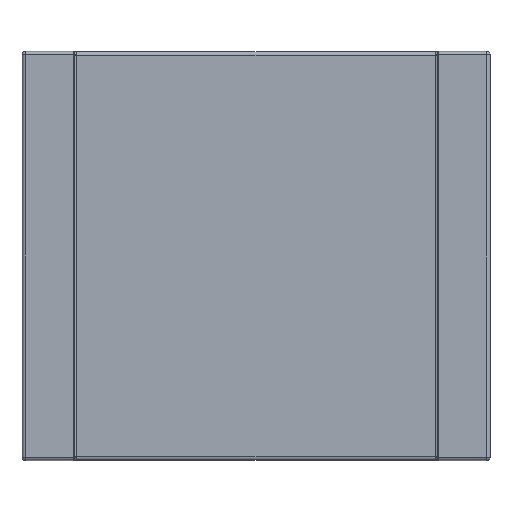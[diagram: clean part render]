
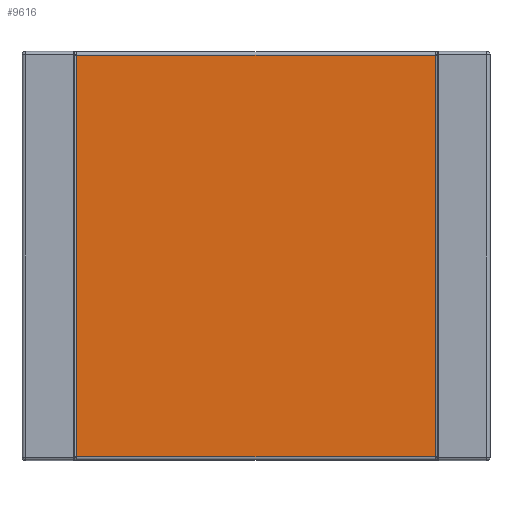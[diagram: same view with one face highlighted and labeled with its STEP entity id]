
A CAD part, front view. The second image highlights one B-rep face of the part: STEP entity #9616.
In plain terms, the highlighted planar face has unit normal (0, -1, 0).
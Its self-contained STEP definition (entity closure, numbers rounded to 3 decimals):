
#1270=CARTESIAN_POINT('',(2.194,0.01,2.455));
#1280=CARTESIAN_POINT('',(-2.194,0.01,
2.455));
#1325=DIRECTION('',(0.,0.,-1.));
#1326=VECTOR('',#1325,4.91);
#1327=CARTESIAN_POINT('',(2.194,0.01,2.455));
#1328=LINE('',#1327,#1326);
#1332=DIRECTION('',(1.,0.,0.));
#1333=VECTOR('',#1332,4.387);
#1334=CARTESIAN_POINT('',(-2.194,0.01,
-2.455));
#1335=LINE('',#1334,#1333);
#1339=DIRECTION('',(0.,0.,-1.));
#1340=VECTOR('',#1339,4.91);
#1341=CARTESIAN_POINT('',(-2.194,0.01,
2.455));
#1342=LINE('',#1341,#1340);
#1346=DIRECTION('',(-1.,0.,0.));
#1347=VECTOR('',#1346,4.387);
#1348=CARTESIAN_POINT('',(2.194,0.01,2.455));
#1349=LINE('',#1348,#1347);
#6417=VERTEX_POINT('',#1270);
#6418=CARTESIAN_POINT('',(2.194,0.01,
-2.455));
#6419=VERTEX_POINT('',#6418);
#6436=VERTEX_POINT('',#1280);
#6437=CARTESIAN_POINT('',(-2.194,0.01,
-2.455));
#6438=VERTEX_POINT('',#6437);
#9603=CARTESIAN_POINT('',(2.22,0.01,2.5));
#9604=DIRECTION('',(0.,1.,0.));
#9605=DIRECTION('',(-1.,0.,0.));
#9606=AXIS2_PLACEMENT_3D('',#9603,#9604,#9605);
#9607=PLANE('',#9606);
#9608=ORIENTED_EDGE('',*,*,#8519,.T.);
#9610=ORIENTED_EDGE('',*,*,#9609,.F.);
#9612=ORIENTED_EDGE('',*,*,#9611,.F.);
#9613=ORIENTED_EDGE('',*,*,#9590,.F.);
#9614=EDGE_LOOP('',(#9608,#9610,#9612,#9613));
#9615=FACE_OUTER_BOUND('',#9614,.F.);
#9616=ADVANCED_FACE('',(#9615),#9607,.F.);
#8519=EDGE_CURVE('',#6417,#6419,#1328,.T.);
#9590=EDGE_CURVE('',#6417,#6436,#1349,.T.);
#9609=EDGE_CURVE('',#6438,#6419,#1335,.T.);
#9611=EDGE_CURVE('',#6436,#6438,#1342,.T.);
